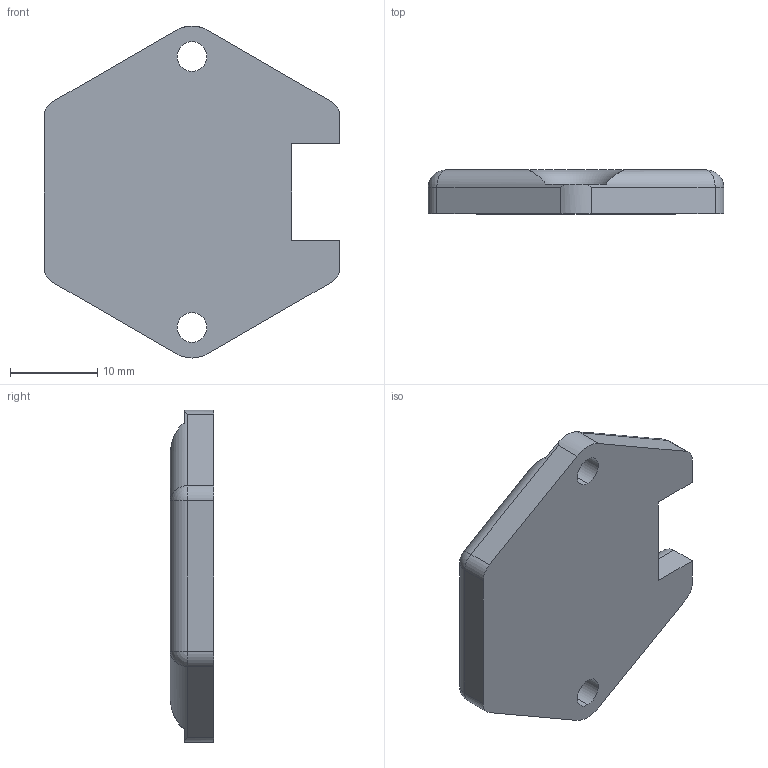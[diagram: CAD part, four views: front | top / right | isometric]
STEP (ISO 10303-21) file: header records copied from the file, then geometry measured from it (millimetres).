
FILE_DESCRIPTION (( 'STEP AP214' ), '1' );
FILE_NAME ('Gantry_Mount_Rail_Bracket[L]_{b}.STEP', '2021-10-08T11:28:37', ( '' ), ( '' ), 'SwSTEP 2.0', 'SolidWorks 2021', '' );
FILE_SCHEMA (( 'AUTOMOTIVE_DESIGN' ));
Length unit declared in the file: millimetre
Products named in the file (1): Gantry_Mount_Rail_Bracket[L]_{b}
Bounding box: 33.85 x 5 x 38 mm (x, y, z)
Volume: 4315.2 mm3; surface area: 2429 mm2
Topology: 1 solids, 1 shells, 42 faces, 108 edges, 64 vertices
Faces by surface type: cylinder 21, plane 14, sphere 4, torus 3
Entity records: 1339 total; most frequent: CARTESIAN_POINT 299, DIRECTION 215, ORIENTED_EDGE 208, EDGE_CURVE 104, AXIS2_PLACEMENT_3D 80, VERTEX_POINT 64, LINE 55, VECTOR 55
